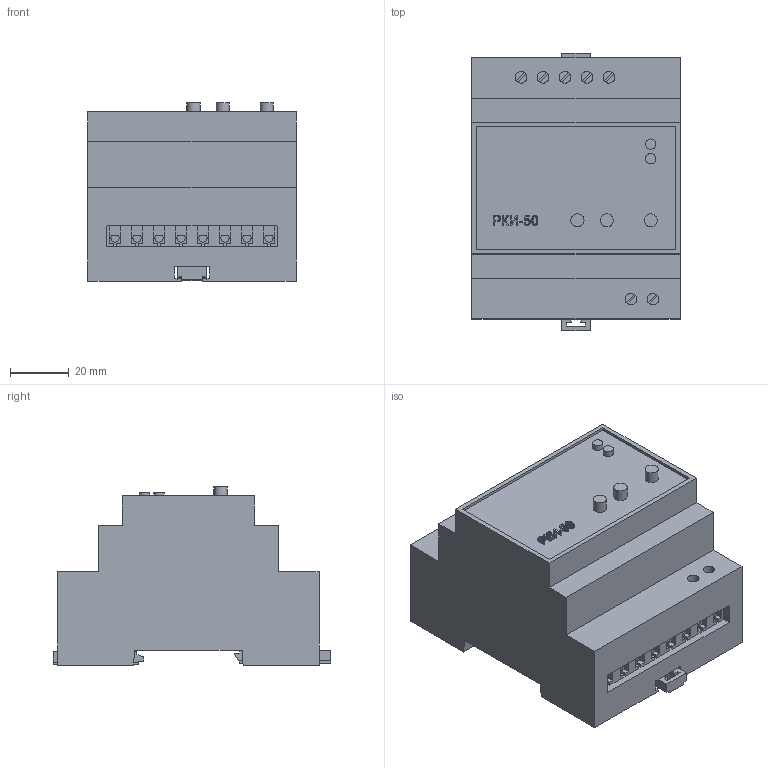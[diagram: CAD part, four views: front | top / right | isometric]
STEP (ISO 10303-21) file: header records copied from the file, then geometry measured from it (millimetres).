
FILE_DESCRIPTION(('STEP AP214'), '1');
FILE_NAME('ﾐﾊﾈ-50', '', ('UNSPECIFIED'), ('UNSPECIFIED'), 'ASCON STEP Converter 1.3', 'ASCON Math Kernel', '');
FILE_SCHEMA(('AUTOMOTIVE_DESIGN { 1 0 10303 214 3 1 1}'));
Length unit declared in the file: millimetre
Products named in the file (1): 玹襖.991002.012
Bounding box: 71 x 94.7 x 60.79 mm (x, y, z)
Volume: 61890.1 mm3; surface area: 65472.2 mm2
Topology: 2 solids, 12 shells, 682 faces, 1853 edges, 1234 vertices
Faces by surface type: plane 434, cylinder 248
Full cylindrical faces by diameter (mm): 3.5 x2, 4 x7, 4.5 x3
Entity records: 26983 total; most frequent: CARTESIAN_POINT 3758, DIRECTION 3731, ORIENTED_EDGE 3682, EDGE_CURVE 1841, LINE 1317, VECTOR 1317, VERTEX_POINT 1234, AXIS2_PLACEMENT_3D 1207
